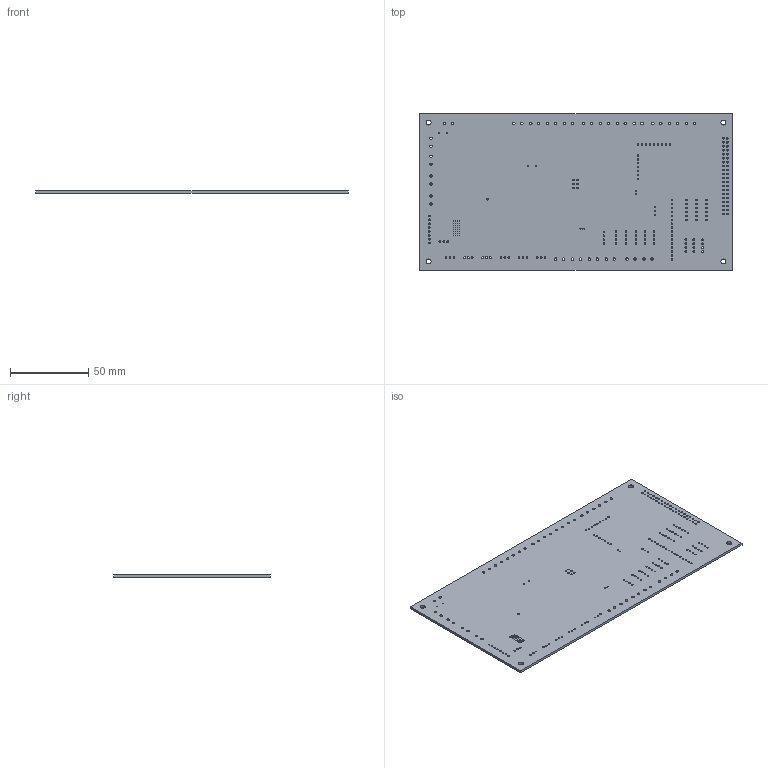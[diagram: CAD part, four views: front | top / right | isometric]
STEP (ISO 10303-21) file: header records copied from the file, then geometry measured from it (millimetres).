
FILE_DESCRIPTION(('FreeCAD Model'),'2;1');
FILE_NAME('mech4.step', '2018-05-05T09:06:15',(''),(''),'Open CASCADE STEP processor 6.8', 'FreeCAD','Unknown');
FILE_SCHEMA(('AUTOMOTIVE_DESIGN_CC2 { 1 2 10303 214 -1 1 5 4 }'));
Length unit declared in the file: millimetre
Products named in the file (2): ASSEMBLY; Pcb
Assembly tree (1 placements, depth 2):
  ASSEMBLY
    Pcb
Bounding box: 200.03 x 100.33 x 1.6 mm (x, y, z)
Volume: 31713.8 mm3; surface area: 41915.6 mm2
Topology: 1 solids, 1 shells, 260 faces, 774 edges, 516 vertices
Faces by surface type: cylinder 254, plane 6
Full cylindrical faces by diameter (mm): 0.33 x32, 0.5 x2, 0.6 x3, 0.7 x2, 0.8 x2, 1 x165, 1.52 x44, 3.2 x4
Entity records: 10101 total; most frequent: DIRECTION 1806, CARTESIAN_POINT 1552, ORIENTED_EDGE 1548, EDGE_CURVE 774, AXIS2_PLACEMENT_3D 770, FACE_BOUND 768, EDGE_LOOP 768, VERTEX_POINT 516
